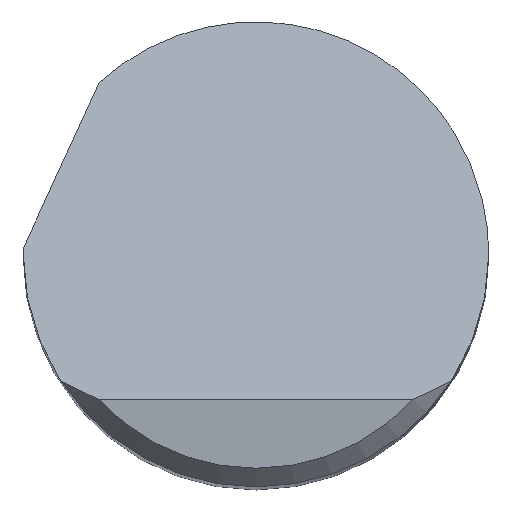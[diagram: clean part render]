
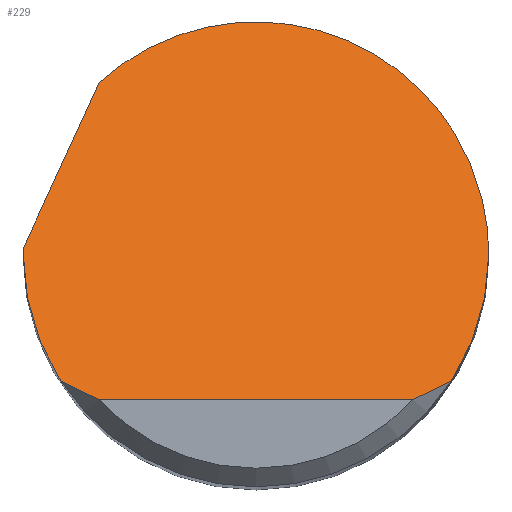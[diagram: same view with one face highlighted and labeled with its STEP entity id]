
A CAD part, top view. The second image highlights one B-rep face of the part: STEP entity #229.
In plain terms, the highlighted planar face has unit normal (0, 0.707, 0.707).
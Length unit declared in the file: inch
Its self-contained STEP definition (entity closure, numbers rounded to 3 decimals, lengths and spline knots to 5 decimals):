
#4 = CARTESIAN_POINT ( 'NONE',  ( -0.157, -0.1025, 2.985 ) ) ;
#9 = PLANE ( 'NONE',  #648 ) ;
#12 = LINE ( 'NONE', #1188, #789 ) ;
#15 = VECTOR ( 'NONE', #472, 39.37008 ) ;
#117 = CARTESIAN_POINT ( 'NONE',  ( -0.12629, -0.1175, 3. ) ) ;
#125 = EDGE_CURVE ( 'NONE', #812, #1278, #725, .T. ) ;
#226 = CARTESIAN_POINT ( 'NONE',  ( -0.23821, -0.10589, 2.98839 ) ) ;
#229 = ADVANCED_FACE ( 'NONE', ( #259 ), #9, .F. ) ;
#259 = FACE_OUTER_BOUND ( 'NONE', #806, .T. ) ;
#275 = CARTESIAN_POINT ( 'NONE',  ( -0.12625, 0.13863, 2.74387 ) ) ;
#317 = DIRECTION ( 'NONE',  ( 1., 0., 0. ) ) ;
#328 = ORIENTED_EDGE ( 'NONE', *, *, #1419, .F. ) ;
#333 = LINE ( 'NONE', #226, #15 ) ;
#368 =( BOUNDED_CURVE ( )  B_SPLINE_CURVE ( 3, ( #916, #1536, #517, #1035 ),
 .UNSPECIFIED., .F., .F. ) 
 B_SPLINE_CURVE_WITH_KNOTS ( ( 4, 4 ),
 ( 4.13401, 4.71239 ),
 .UNSPECIFIED. ) 
 CURVE ( )  GEOMETRIC_REPRESENTATION_ITEM ( )  RATIONAL_B_SPLINE_CURVE ( ( 1., 0.972, 0.972, 1. ) ) 
 REPRESENTATION_ITEM ( '' )  );
#372 = EDGE_CURVE ( 'NONE', #1430, #812, #333, .T. ) ;
#392 = CARTESIAN_POINT ( 'NONE',  ( 0.014, 0.26635, 2.61615 ) ) ;
#398 = ORIENTED_EDGE ( 'NONE', *, *, #546, .F. ) ;
#415 = EDGE_CURVE ( 'NONE', #1437, #1430, #1225, .T. ) ;
#472 = DIRECTION ( 'NONE',  ( 0.308, 0.673, -0.673 ) ) ;
#482 = CARTESIAN_POINT ( 'NONE',  ( -0.1875, 0., 2.8825 ) ) ;
#493 = CARTESIAN_POINT ( 'NONE',  ( -0.18743, 0.005, 2.8775 ) ) ;
#502 = CARTESIAN_POINT ( 'NONE',  ( -0.12629, -0.1175, 3. ) ) ;
#517 = CARTESIAN_POINT ( 'NONE',  ( -0.1875, -0.03666, 2.91916 ) ) ;
#521 = CARTESIAN_POINT ( 'NONE',  ( 0.157, -0.1025, 2.985 ) ) ;
#523 = VERTEX_POINT ( 'NONE', #117 ) ;
#546 = EDGE_CURVE ( 'NONE', #1278, #1165, #605, .T. ) ;
#605 =( BOUNDED_CURVE ( )  B_SPLINE_CURVE ( 3, ( #1385, #633, #1024, #1399 ),
 .UNSPECIFIED., .F., .T. ) 
 B_SPLINE_CURVE_WITH_KNOTS ( ( 4, 4 ),
 ( 1.5708, 2.14917 ),
 .UNSPECIFIED. ) 
 CURVE ( )  GEOMETRIC_REPRESENTATION_ITEM ( )  RATIONAL_B_SPLINE_CURVE ( ( 1., 0.972, 0.972, 1. ) ) 
 REPRESENTATION_ITEM ( '' )  );
#626 = CARTESIAN_POINT ( 'NONE',  ( -0.1369, -0.11288, 2.99538 ) ) ;
#633 = CARTESIAN_POINT ( 'NONE',  ( 0.1875, -0.03666, 2.91916 ) ) ;
#637 = EDGE_CURVE ( 'NONE', #1316, #1165, #1613, .T. ) ;
#640 = CARTESIAN_POINT ( 'NONE',  ( 0.12629, -0.1175, 3. ) ) ;
#646 = EDGE_CURVE ( 'NONE', #523, #1316, #12, .T. ) ;
#648 = AXIS2_PLACEMENT_3D ( 'NONE', #901, #784, #1549 ) ;
#670 = CARTESIAN_POINT ( 'NONE',  ( 0.1875, 0., 2.8825 ) ) ;
#697 = B_SPLINE_CURVE_WITH_KNOTS ( 'NONE', 3,
 ( #4, #1029, #626, #502 ),
 .UNSPECIFIED., .F., .F.,
 ( 4, 4 ),
 ( 0., 0.00095 ),
 .UNSPECIFIED. ) ;
#712 = CARTESIAN_POINT ( 'NONE',  ( 0.14711, -0.10785, 2.99035 ) ) ;
#725 =( BOUNDED_CURVE ( )  B_SPLINE_CURVE ( 3, ( #275, #392, #1295, #670 ),
 .UNSPECIFIED., .F., .F. ) 
 B_SPLINE_CURVE_WITH_KNOTS ( ( 4, 4 ),
 ( 5.54449, 7.85398 ),
 .UNSPECIFIED. ) 
 CURVE ( )  GEOMETRIC_REPRESENTATION_ITEM ( )  RATIONAL_B_SPLINE_CURVE ( ( 1., 0.603, 0.603, 1. ) ) 
 REPRESENTATION_ITEM ( '' )  );
#741 = CARTESIAN_POINT ( 'NONE',  ( -0.12625, 0.13863, 2.74387 ) ) ;
#762 = CARTESIAN_POINT ( 'NONE',  ( 0.1875, 0., 2.8825 ) ) ;
#784 = DIRECTION ( 'NONE',  ( 0., -0.707, -0.707 ) ) ;
#785 = CARTESIAN_POINT ( 'NONE',  ( 0.12629, -0.1175, 3. ) ) ;
#789 = VECTOR ( 'NONE', #317, 39.37008 ) ;
#793 = CARTESIAN_POINT ( 'NONE',  ( -0.18743, 0.005, 2.8775 ) ) ;
#806 = EDGE_LOOP ( 'NONE', ( #1313, #1097, #398, #1047, #1004, #1120, #328, #1292 ) ) ;
#812 = VERTEX_POINT ( 'NONE', #741 ) ;
#901 = CARTESIAN_POINT ( 'NONE',  ( -0.1875, -0.1175, 3. ) ) ;
#908 = CARTESIAN_POINT ( 'NONE',  ( -0.157, -0.1025, 2.985 ) ) ;
#916 = CARTESIAN_POINT ( 'NONE',  ( -0.157, -0.1025, 2.985 ) ) ;
#1004 = ORIENTED_EDGE ( 'NONE', *, *, #372, .F. ) ;
#1007 = CARTESIAN_POINT ( 'NONE',  ( -0.18748, 0.00333, 2.87917 ) ) ;
#1018 = CARTESIAN_POINT ( 'NONE',  ( -0.1875, 0., 2.8825 ) ) ;
#1024 = CARTESIAN_POINT ( 'NONE',  ( 0.17704, -0.0718, 2.9543 ) ) ;
#1029 = CARTESIAN_POINT ( 'NONE',  ( -0.14711, -0.10785, 2.99035 ) ) ;
#1035 = CARTESIAN_POINT ( 'NONE',  ( -0.1875, 0., 2.8825 ) ) ;
#1047 = ORIENTED_EDGE ( 'NONE', *, *, #125, .F. ) ;
#1097 = ORIENTED_EDGE ( 'NONE', *, *, #637, .T. ) ;
#1120 = ORIENTED_EDGE ( 'NONE', *, *, #415, .F. ) ;
#1165 = VERTEX_POINT ( 'NONE', #1409 ) ;
#1176 = VERTEX_POINT ( 'NONE', #908 ) ;
#1188 = CARTESIAN_POINT ( 'NONE',  ( 0., -0.1175, 3. ) ) ;
#1225 =( BOUNDED_CURVE ( )  B_SPLINE_CURVE ( 3, ( #482, #1232, #1007, #493 ),
 .UNSPECIFIED., .F., .F. ) 
 B_SPLINE_CURVE_WITH_KNOTS ( ( 4, 4 ),
 ( 4.71239, 4.73906 ),
 .UNSPECIFIED. ) 
 CURVE ( )  GEOMETRIC_REPRESENTATION_ITEM ( )  RATIONAL_B_SPLINE_CURVE ( ( 1., 1., 1., 1. ) ) 
 REPRESENTATION_ITEM ( '' )  );
#1232 = CARTESIAN_POINT ( 'NONE',  ( -0.1875, 0.00167, 2.88083 ) ) ;
#1278 = VERTEX_POINT ( 'NONE', #762 ) ;
#1292 = ORIENTED_EDGE ( 'NONE', *, *, #1362, .T. ) ;
#1295 = CARTESIAN_POINT ( 'NONE',  ( 0.1875, 0.18969, 2.69281 ) ) ;
#1313 = ORIENTED_EDGE ( 'NONE', *, *, #646, .T. ) ;
#1316 = VERTEX_POINT ( 'NONE', #785 ) ;
#1362 = EDGE_CURVE ( 'NONE', #1176, #523, #697, .T. ) ;
#1385 = CARTESIAN_POINT ( 'NONE',  ( 0.1875, 0., 2.8825 ) ) ;
#1399 = CARTESIAN_POINT ( 'NONE',  ( 0.157, -0.1025, 2.985 ) ) ;
#1409 = CARTESIAN_POINT ( 'NONE',  ( 0.157, -0.1025, 2.985 ) ) ;
#1414 = CARTESIAN_POINT ( 'NONE',  ( 0.1369, -0.11288, 2.99538 ) ) ;
#1419 = EDGE_CURVE ( 'NONE', #1176, #1437, #368, .T. ) ;
#1430 = VERTEX_POINT ( 'NONE', #793 ) ;
#1437 = VERTEX_POINT ( 'NONE', #1018 ) ;
#1536 = CARTESIAN_POINT ( 'NONE',  ( -0.17704, -0.0718, 2.9543 ) ) ;
#1549 = DIRECTION ( 'NONE',  ( 0., 0.707, -0.707 ) ) ;
#1613 = B_SPLINE_CURVE_WITH_KNOTS ( 'NONE', 3,
 ( #640, #1414, #712, #521 ),
 .UNSPECIFIED., .F., .F.,
 ( 4, 4 ),
 ( 0., 0.00095 ),
 .UNSPECIFIED. ) ;
